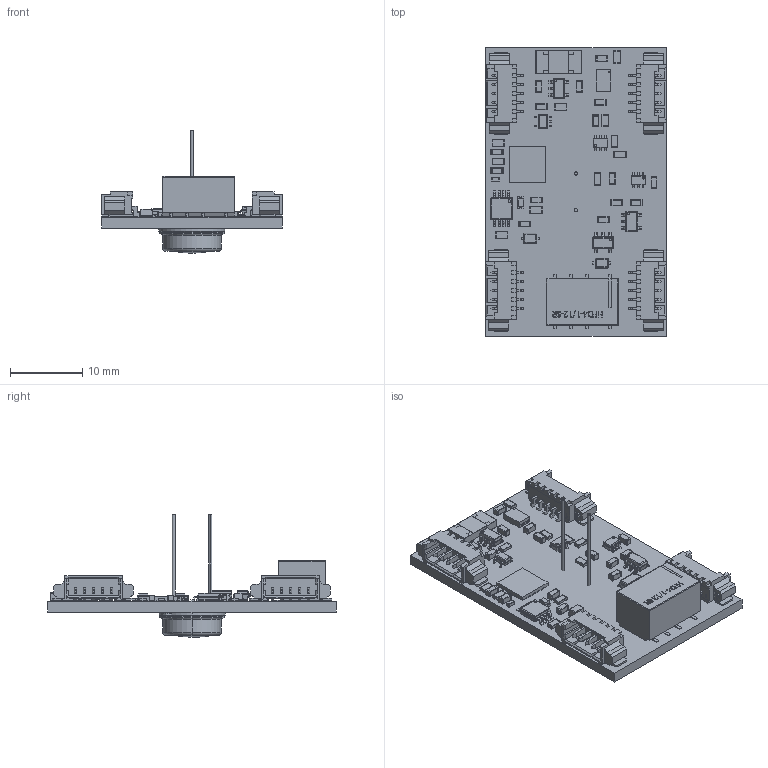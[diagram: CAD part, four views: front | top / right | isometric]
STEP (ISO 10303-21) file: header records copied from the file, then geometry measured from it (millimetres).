
FILE_DESCRIPTION(('Open CASCADE Model'),'2;1');
FILE_NAME('Open CASCADE Shape Model','2022-02-12T02:30:58',('Author'),( 'Open CASCADE'),'Open CASCADE STEP processor 6.8','Open CASCADE 6.8' ,'Unknown');
FILE_SCHEMA(('AUTOMOTIVE_DESIGN { 1 0 10303 214 1 1 1 1 }'));
Length unit declared in the file: millimetre
Products named in the file (122): PCB; Board; Open CASCADE STEP translator 6.8 20.1.1; K1; HFD4-12-SR; U103; NOPB; C105; 6170416592; Terminal; Open_CASCADE_STEP_translator_6.8_12.1.1; Open_CASCADE_STEP_translator_6.8_12.1.2; Mid_Body; Open_CASCADE_STEP_translator_6.8_12.2.1; U101; C102; C101; 6170418032; U205; TPL0401A-10QDCKRQ1; R208; 6170429232; Open_CASCADE_STEP_translator_6.8_16.2.1; Mark; R210; 6170420192; R1; 35223R3JT; D202; BPX_61_20191106_geometry; C210; 6170427872; R209; 6170430112; J4; 532610571; Open CASCADE STEP translator 6.8 20.15.1.1; Open CASCADE STEP translator 6.8 20.15.1.2; D1; 6320373328 ...
Assembly tree (155 placements, depth 5):
  PCB
    Board
      Open CASCADE STEP translator 6.8 20.1.1
    K1
      HFD4-12-SR
    U103
      NOPB
    C105
      6170416592
        Terminal
          Open_CASCADE_STEP_translator_6.8_12.1.1
          Open_CASCADE_STEP_translator_6.8_12.1.2
        Mid_Body
          Open_CASCADE_STEP_translator_6.8_12.2.1
    U101
      NOPB
    C102
      6170416592
        Terminal
          Open_CASCADE_STEP_translator_6.8_12.1.1
          Open_CASCADE_STEP_translator_6.8_12.1.2
        Mid_Body
          Open_CASCADE_STEP_translator_6.8_12.2.1
    C101
      6170418032
        Terminal
          Open_CASCADE_STEP_translator_6.8_12.1.1
          Open_CASCADE_STEP_translator_6.8_12.1.2
        Mid_Body
          Open_CASCADE_STEP_translator_6.8_12.2.1
    U205
      TPL0401A-10QDCKRQ1
    R208
      6170429232
        Mid_Body
        Terminal  x2
          Open_CASCADE_STEP_translator_6.8_16.2.1
        Mark
    R210
      6170420192
        Mid_Body
        Terminal  x2
          Open_CASCADE_STEP_translator_6.8_16.2.1
        Mark
    R1
      35223R3JT
    D202
      BPX_61_20191106_geometry
    C210
      6170427872
        Terminal
          Open_CASCADE_STEP_translator_6.8_12.1.1
          Open_CASCADE_STEP_translator_6.8_12.1.2
        Mid_Body
          Open_CASCADE_STEP_translator_6.8_12.2.1
    R209
      6170430112
        Mid_Body
        Terminal  x2
          Open_CASCADE_STEP_translator_6.8_16.2.1
Bounding box: 25.02 x 40 x 17 mm (x, y, z)
Volume: 2419.5 mm3; surface area: 4582.8 mm2
Topology: 216 solids, 216 shells, 4035 faces, 10016 edges, 6384 vertices
Faces by surface type: plane 2924, cylinder 857, sphere 189, bspline 49, cone 8, torus 4, revolution 4
Full cylindrical faces by diameter (mm): 0.15 x1
Entity records: 63296 total; most frequent: CARTESIAN_POINT 12920, DIRECTION 9394, ORIENTED_EDGE 9232, EDGE_CURVE 4616, LINE 3688, VECTOR 3688, VERTEX_POINT 2930, AXIS2_PLACEMENT_3D 2851
